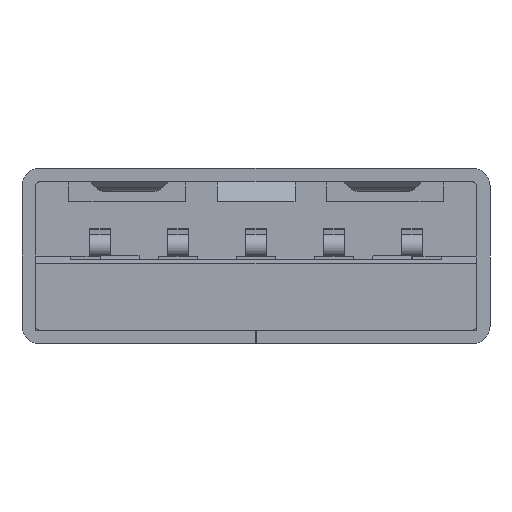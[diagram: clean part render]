
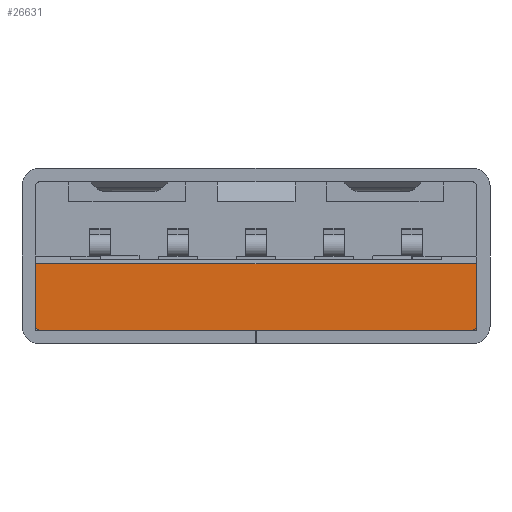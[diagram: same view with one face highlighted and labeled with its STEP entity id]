
A CAD part, front view. The second image highlights one B-rep face of the part: STEP entity #26631.
In plain terms, the highlighted planar face has unit normal (0, -1, 0).
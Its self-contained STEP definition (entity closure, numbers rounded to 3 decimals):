
#111 = CARTESIAN_POINT ( 'NONE',  ( 5.65, -7.2, 0.85 ) ) ;
#835 = AXIS2_PLACEMENT_3D ( 'NONE', #13832, #17336, #30206 ) ;
#1170 = PLANE ( 'NONE',  #835 ) ;
#1216 = VECTOR ( 'NONE', #6607, 1000. ) ;
#1713 = LINE ( 'NONE', #111, #1216 ) ;
#2316 = LINE ( 'NONE', #25334, #28047 ) ;
#2398 = EDGE_CURVE ( 'NONE', #27338, #28493, #32300, .T. ) ;
#5720 = CARTESIAN_POINT ( 'NONE',  ( 5.65, -7.2, 0.85 ) ) ;
#6394 = ORIENTED_EDGE ( 'NONE', *, *, #40349, .T. ) ;
#6607 = DIRECTION ( 'NONE',  ( 0., 0., 1. ) ) ;
#7512 = CARTESIAN_POINT ( 'NONE',  ( -5.65, -7.2, 0.85 ) ) ;
#8922 = CARTESIAN_POINT ( 'NONE',  ( -5.65, -7.2, -0.85 ) ) ;
#9530 = DIRECTION ( 'NONE',  ( 0., 0., -1. ) ) ;
#9810 = VERTEX_POINT ( 'NONE', #7512 ) ;
#11520 = ORIENTED_EDGE ( 'NONE', *, *, #23755, .T. ) ;
#13377 = CARTESIAN_POINT ( 'NONE',  ( 5.65, -7.2, -0.85 ) ) ;
#13832 = CARTESIAN_POINT ( 'NONE',  ( -5.65, -7.2, 0.85 ) ) ;
#14140 = VECTOR ( 'NONE', #30391, 1000. ) ;
#14981 = VERTEX_POINT ( 'NONE', #5720 ) ;
#17336 = DIRECTION ( 'NONE',  ( 0., -1., 0. ) ) ;
#17709 = CARTESIAN_POINT ( 'NONE',  ( -5.65, -7.2, -0.85 ) ) ;
#17809 = EDGE_LOOP ( 'NONE', ( #11520, #20236, #38392, #6394 ) ) ;
#19286 = DIRECTION ( 'NONE',  ( -1., 0., 0. ) ) ;
#19892 = FACE_OUTER_BOUND ( 'NONE', #17809, .T. ) ;
#20236 = ORIENTED_EDGE ( 'NONE', *, *, #2398, .F. ) ;
#23755 = EDGE_CURVE ( 'NONE', #9810, #28493, #2316, .T. ) ;
#25334 = CARTESIAN_POINT ( 'NONE',  ( -5.65, -7.2, 0. ) ) ;
#26631 = ADVANCED_FACE ( 'NONE', ( #19892 ), #1170, .T. ) ;
#27338 = VERTEX_POINT ( 'NONE', #13377 ) ;
#28047 = VECTOR ( 'NONE', #9530, 1000. ) ;
#28493 = VERTEX_POINT ( 'NONE', #8922 ) ;
#30206 = DIRECTION ( 'NONE',  ( 0., 0., -1. ) ) ;
#30391 = DIRECTION ( 'NONE',  ( -1., 0., 0. ) ) ;
#32175 = EDGE_CURVE ( 'NONE', #27338, #14981, #1713, .T. ) ;
#32300 = LINE ( 'NONE', #17709, #14140 ) ;
#35300 = CARTESIAN_POINT ( 'NONE',  ( -5.65, -7.2, 0.85 ) ) ;
#38392 = ORIENTED_EDGE ( 'NONE', *, *, #32175, .T. ) ;
#39710 = LINE ( 'NONE', #35300, #40264 ) ;
#40264 = VECTOR ( 'NONE', #19286, 1000. ) ;
#40349 = EDGE_CURVE ( 'NONE', #14981, #9810, #39710, .T. ) ;
